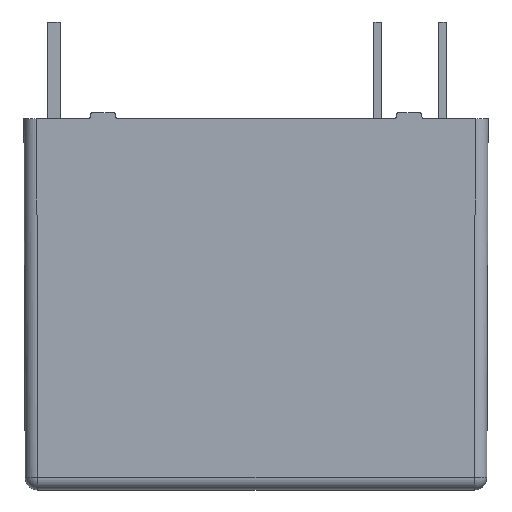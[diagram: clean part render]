
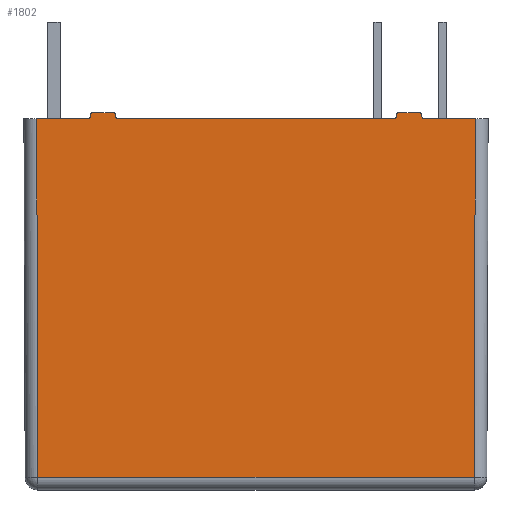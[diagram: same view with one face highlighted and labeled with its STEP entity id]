
A CAD part, front view. The second image highlights one B-rep face of the part: STEP entity #1802.
In plain terms, the highlighted planar face has unit normal (0, -1, -0.004).
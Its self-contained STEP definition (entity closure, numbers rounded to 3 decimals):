
#138=DIRECTION('',(1.,0.,0.));
#139=VECTOR('',#138,2.);
#140=CARTESIAN_POINT('',(-8.6,-5.1,0.));
#141=LINE('',#140,#139);
#148=CARTESIAN_POINT('',(-8.6,-5.1,0.));
#202=CARTESIAN_POINT('',(8.6,-5.1,0.));
#210=DIRECTION('',(1.,0.,0.));
#211=VECTOR('',#210,2.);
#212=CARTESIAN_POINT('',(6.6,-5.1,0.));
#213=LINE('',#212,#211);
#222=DIRECTION('',(1.,0.,0.));
#223=VECTOR('',#222,10.8);
#224=CARTESIAN_POINT('',(-5.4,-5.1,0.));
#225=LINE('',#224,#223);
#328=DIRECTION('',(0.,0.003,-1.));
#329=VECTOR('',#328,0.05);
#330=CARTESIAN_POINT('',(-6.5,-5.101,0.15));
#331=LINE('',#330,#329);
#398=DIRECTION('',(0.,0.003,-1.));
#399=VECTOR('',#398,0.05);
#400=CARTESIAN_POINT('',(-5.5,-5.101,0.15));
#401=LINE('',#400,#399);
#427=CARTESIAN_POINT('',(-5.4,-5.1,0.));
#428=CARTESIAN_POINT('',(-5.433,-5.1,0.));
#429=CARTESIAN_POINT('',(-5.475,-5.1,
0.025));
#430=CARTESIAN_POINT('',(-5.5,-5.1,0.067));
#431=CARTESIAN_POINT('',(-5.5,-5.1,0.1));
#441=DIRECTION('',(0.003,0.003,-1.));
#442=VECTOR('',#441,14.052);
#443=CARTESIAN_POINT('',(-8.6,-5.1,0.));
#444=LINE('',#443,#442);
#445=CARTESIAN_POINT('',(-6.4,-5.101,0.25));
#446=CARTESIAN_POINT('',(-6.433,-5.101,0.25));
#447=CARTESIAN_POINT('',(-6.475,-5.101,
0.225));
#448=CARTESIAN_POINT('',(-6.5,-5.101,0.183));
#449=CARTESIAN_POINT('',(-6.5,-5.101,0.15));
#451=DIRECTION('',(1.,0.,0.));
#452=VECTOR('',#451,0.8);
#453=CARTESIAN_POINT('',(-6.4,-5.101,0.25));
#454=LINE('',#453,#452);
#455=CARTESIAN_POINT('',(-5.5,-5.101,0.15));
#456=CARTESIAN_POINT('',(-5.5,-5.101,0.183));
#457=CARTESIAN_POINT('',(-5.525,-5.101,
0.225));
#458=CARTESIAN_POINT('',(-5.567,-5.101,0.25));
#459=CARTESIAN_POINT('',(-5.6,-5.101,0.25));
#461=CARTESIAN_POINT('',(5.6,-5.101,0.25));
#462=CARTESIAN_POINT('',(5.567,-5.101,0.25));
#463=CARTESIAN_POINT('',(5.525,-5.101,0.225));
#464=CARTESIAN_POINT('',(5.5,-5.101,0.183));
#465=CARTESIAN_POINT('',(5.5,-5.101,0.15));
#467=DIRECTION('',(-1.,0.,0.));
#468=VECTOR('',#467,0.8);
#469=CARTESIAN_POINT('',(6.4,-5.101,0.25));
#470=LINE('',#469,#468);
#471=CARTESIAN_POINT('',(6.5,-5.101,0.15));
#472=CARTESIAN_POINT('',(6.5,-5.101,0.183));
#473=CARTESIAN_POINT('',(6.475,-5.101,0.225));
#474=CARTESIAN_POINT('',(6.433,-5.101,0.25));
#475=CARTESIAN_POINT('',(6.4,-5.101,0.25));
#477=DIRECTION('',(-0.003,0.003,-1.));
#478=VECTOR('',#477,14.052);
#479=CARTESIAN_POINT('',(8.6,-5.1,0.));
#480=LINE('',#479,#478);
#481=DIRECTION('',(-1.,0.,0.));
#482=VECTOR('',#481,17.102);
#483=CARTESIAN_POINT('',(8.551,-5.051,-14.052));
#484=LINE('',#483,#482);
#697=DIRECTION('',(0.,0.003,-1.));
#698=VECTOR('',#697,0.05);
#699=CARTESIAN_POINT('',(5.5,-5.101,0.15));
#700=LINE('',#699,#698);
#776=CARTESIAN_POINT('',(6.6,-5.1,0.));
#777=CARTESIAN_POINT('',(6.567,-5.1,0.));
#778=CARTESIAN_POINT('',(6.525,-5.1,0.025));
#779=CARTESIAN_POINT('',(6.5,-5.1,0.067));
#780=CARTESIAN_POINT('',(6.5,-5.1,0.1));
#790=DIRECTION('',(0.,0.003,-1.));
#791=VECTOR('',#790,0.05);
#792=CARTESIAN_POINT('',(6.5,-5.101,0.15));
#793=LINE('',#792,#791);
#903=CARTESIAN_POINT('',(5.5,-5.1,0.1));
#904=CARTESIAN_POINT('',(5.5,-5.1,0.067));
#905=CARTESIAN_POINT('',(5.475,-5.1,0.025));
#906=CARTESIAN_POINT('',(5.433,-5.1,0.));
#907=CARTESIAN_POINT('',(5.4,-5.1,0.));
#1028=CARTESIAN_POINT('',(-6.5,-5.1,0.1));
#1029=CARTESIAN_POINT('',(-6.5,-5.1,0.067));
#1030=CARTESIAN_POINT('',(-6.525,-5.1,
0.025));
#1031=CARTESIAN_POINT('',(-6.567,-5.1,0.));
#1032=CARTESIAN_POINT('',(-6.6,-5.1,0.));
#1179=VERTEX_POINT('',#148);
#1180=CARTESIAN_POINT('',(-8.551,-5.051,
-14.052));
#1181=VERTEX_POINT('',#1180);
#1184=VERTEX_POINT('',#202);
#1188=CARTESIAN_POINT('',(8.551,-5.051,
-14.052));
#1189=VERTEX_POINT('',#1188);
#1214=CARTESIAN_POINT('',(-5.4,-5.1,0.));
#1215=CARTESIAN_POINT('',(5.4,-5.1,0.));
#1216=VERTEX_POINT('',#1214);
#1217=VERTEX_POINT('',#1215);
#1221=VERTEX_POINT('',#1028);
#1222=VERTEX_POINT('',#1032);
#1223=VERTEX_POINT('',#431);
#1227=VERTEX_POINT('',#776);
#1228=VERTEX_POINT('',#780);
#1229=VERTEX_POINT('',#903);
#1230=VERTEX_POINT('',#455);
#1231=VERTEX_POINT('',#459);
#1232=VERTEX_POINT('',#445);
#1233=VERTEX_POINT('',#449);
#1234=VERTEX_POINT('',#461);
#1235=VERTEX_POINT('',#465);
#1236=VERTEX_POINT('',#471);
#1237=VERTEX_POINT('',#475);
#1764=CARTESIAN_POINT('',(-10.407,-5.1,0.));
#1765=DIRECTION('',(0.,-1.,-0.003));
#1766=DIRECTION('',(1.,0.,0.));
#1767=AXIS2_PLACEMENT_3D('',#1764,#1765,#1766);
#1768=PLANE('',#1767);
#1770=ORIENTED_EDGE('',*,*,#1769,.F.);
#1771=ORIENTED_EDGE('',*,*,#1433,.T.);
#1773=ORIENTED_EDGE('',*,*,#1772,.F.);
#1774=ORIENTED_EDGE('',*,*,#1589,.F.);
#1775=ORIENTED_EDGE('',*,*,#1621,.F.);
#1776=ORIENTED_EDGE('',*,*,#1661,.T.);
#1777=ORIENTED_EDGE('',*,*,#1676,.F.);
#1778=ORIENTED_EDGE('',*,*,#1716,.T.);
#1779=ORIENTED_EDGE('',*,*,#1746,.F.);
#1780=ORIENTED_EDGE('',*,*,#1485,.T.);
#1782=ORIENTED_EDGE('',*,*,#1781,.F.);
#1784=ORIENTED_EDGE('',*,*,#1783,.F.);
#1786=ORIENTED_EDGE('',*,*,#1785,.F.);
#1788=ORIENTED_EDGE('',*,*,#1787,.F.);
#1790=ORIENTED_EDGE('',*,*,#1789,.F.);
#1792=ORIENTED_EDGE('',*,*,#1791,.T.);
#1794=ORIENTED_EDGE('',*,*,#1793,.F.);
#1795=ORIENTED_EDGE('',*,*,#1473,.T.);
#1797=ORIENTED_EDGE('',*,*,#1796,.T.);
#1799=ORIENTED_EDGE('',*,*,#1798,.T.);
#1800=EDGE_LOOP('',(#1770,#1771,#1773,#1774,#1775,#1776,#1777,#1778,#1779,#1780,
#1782,#1784,#1786,#1788,#1790,#1792,#1794,#1795,#1797,#1799));
#1801=FACE_OUTER_BOUND('',#1800,.F.);
#432=B_SPLINE_CURVE_WITH_KNOTS('',3,(#427,#428,#429,#430,#431),.UNSPECIFIED.,
.F.,.F.,(4,1,4),(0.,0.5,1.),.UNSPECIFIED.);
#450=B_SPLINE_CURVE_WITH_KNOTS('',3,(#445,#446,#447,#448,#449),.UNSPECIFIED.,
.F.,.F.,(4,1,4),(0.,0.5,1.),.UNSPECIFIED.);
#460=B_SPLINE_CURVE_WITH_KNOTS('',3,(#455,#456,#457,#458,#459),.UNSPECIFIED.,
.F.,.F.,(4,1,4),(0.,0.5,1.),.UNSPECIFIED.);
#466=B_SPLINE_CURVE_WITH_KNOTS('',3,(#461,#462,#463,#464,#465),.UNSPECIFIED.,
.F.,.F.,(4,1,4),(0.,0.5,1.),.UNSPECIFIED.);
#476=B_SPLINE_CURVE_WITH_KNOTS('',3,(#471,#472,#473,#474,#475),.UNSPECIFIED.,
.F.,.F.,(4,1,4),(0.,0.5,1.),.UNSPECIFIED.);
#781=B_SPLINE_CURVE_WITH_KNOTS('',3,(#776,#777,#778,#779,#780),.UNSPECIFIED.,
.F.,.F.,(4,1,4),(0.,0.5,1.),.UNSPECIFIED.);
#908=B_SPLINE_CURVE_WITH_KNOTS('',3,(#903,#904,#905,#906,#907),.UNSPECIFIED.,
.F.,.F.,(4,1,4),(0.,0.5,1.),.UNSPECIFIED.);
#1033=B_SPLINE_CURVE_WITH_KNOTS('',3,(#1028,#1029,#1030,#1031,#1032),
.UNSPECIFIED.,.F.,.F.,(4,1,4),(0.,0.5,1.),.UNSPECIFIED.);
#1433=EDGE_CURVE('',#1179,#1222,#141,.T.);
#1473=EDGE_CURVE('',#1227,#1184,#213,.T.);
#1485=EDGE_CURVE('',#1216,#1217,#225,.T.);
#1589=EDGE_CURVE('',#1233,#1221,#331,.T.);
#1621=EDGE_CURVE('',#1232,#1233,#450,.T.);
#1661=EDGE_CURVE('',#1232,#1231,#454,.T.);
#1676=EDGE_CURVE('',#1230,#1231,#460,.T.);
#1716=EDGE_CURVE('',#1230,#1223,#401,.T.);
#1746=EDGE_CURVE('',#1216,#1223,#432,.T.);
#1769=EDGE_CURVE('',#1179,#1181,#444,.T.);
#1772=EDGE_CURVE('',#1221,#1222,#1033,.T.);
#1781=EDGE_CURVE('',#1229,#1217,#908,.T.);
#1783=EDGE_CURVE('',#1235,#1229,#700,.T.);
#1785=EDGE_CURVE('',#1234,#1235,#466,.T.);
#1787=EDGE_CURVE('',#1237,#1234,#470,.T.);
#1789=EDGE_CURVE('',#1236,#1237,#476,.T.);
#1791=EDGE_CURVE('',#1236,#1228,#793,.T.);
#1793=EDGE_CURVE('',#1227,#1228,#781,.T.);
#1796=EDGE_CURVE('',#1184,#1189,#480,.T.);
#1798=EDGE_CURVE('',#1189,#1181,#484,.T.);
#1802=ADVANCED_FACE('',(#1801),#1768,.T.);
